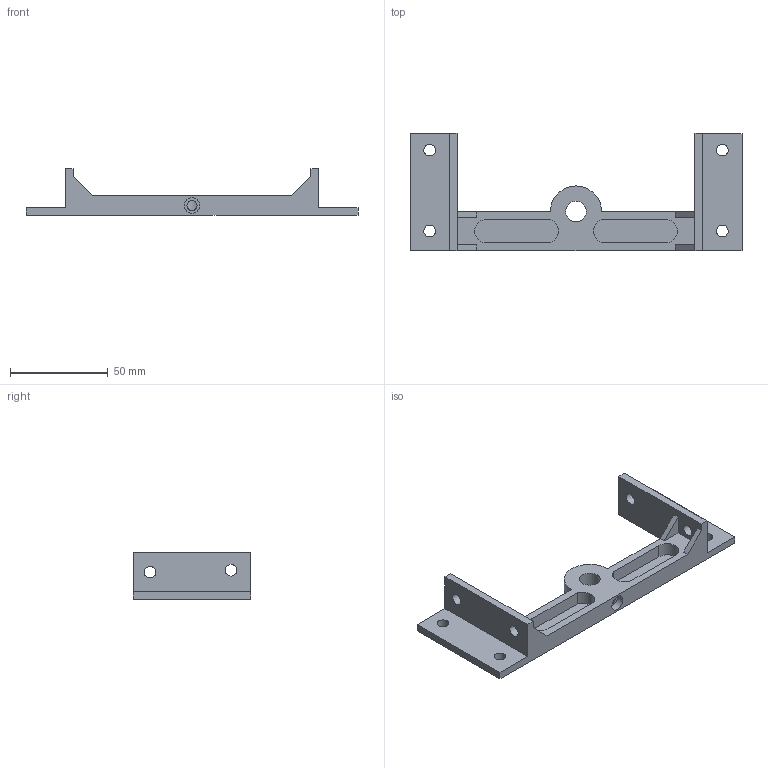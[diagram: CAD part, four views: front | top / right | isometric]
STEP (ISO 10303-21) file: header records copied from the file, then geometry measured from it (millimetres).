
FILE_DESCRIPTION(('FreeCAD Model'),'2;1');
FILE_NAME('Z_top.stp', '2012-12-16T13:53:21',('FreeCAD'),('FreeCAD'), 'Open CASCADE STEP processor 6.5','FreeCAD','Unknown');
FILE_SCHEMA(('AUTOMOTIVE_DESIGN_CC2 { 1 2 10303 214 -1 1 5 4 }'));
Length unit declared in the file: millimetre
Products named in the file (1): Open CASCADE STEP translator 6.5 2
Bounding box: 170.2 x 60 x 24 mm (x, y, z)
Volume: 39840.2 mm3; surface area: 22132 mm2
Topology: 1 solids, 1 shells, 48 faces, 129 edges, 86 vertices
Faces by surface type: plane 32, cylinder 16
Full cylindrical faces by diameter (mm): 5.2 x1, 6 x8, 8 x1, 10.6 x1
Entity records: 3596 total; most frequent: CARTESIAN_POINT 988, DIRECTION 472, LINE 294, VECTOR 294, ORIENTED_EDGE 258, PCURVE 258, DEFINITIONAL_REPRESENTATION 258, EDGE_CURVE 129
